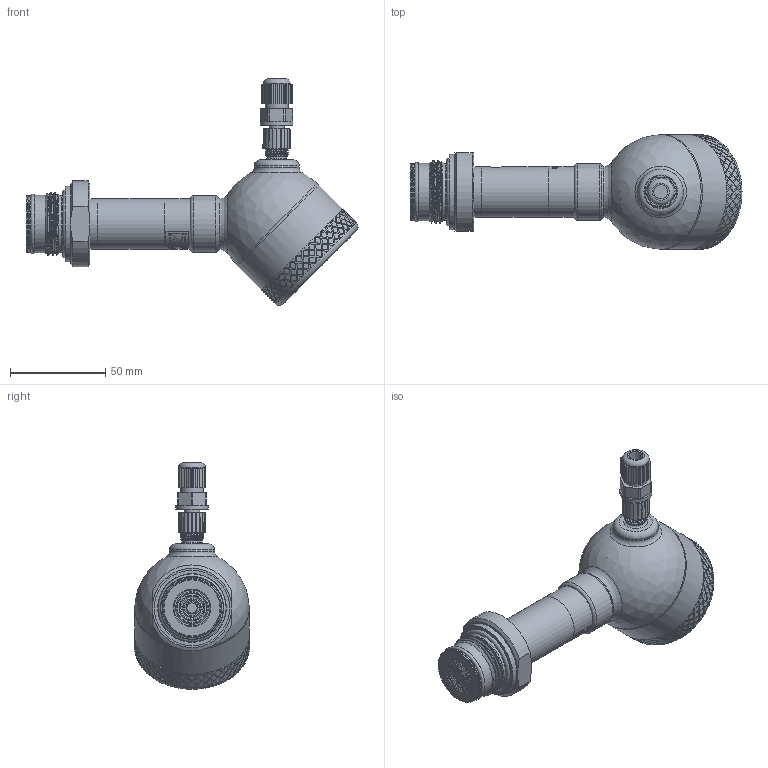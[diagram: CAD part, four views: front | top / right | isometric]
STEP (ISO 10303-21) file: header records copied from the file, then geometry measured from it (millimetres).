
FILE_DESCRIPTION(/* description */ (''),/* implementation_level */ '2;1');
FILE_NAME(/* name */ 'APZ3420mFH_G1DIN-solidflush_3_display.step',/* time_stamp */ '2021-07-07T16:22:30+03:00',/* author */ (''),/* organization */ (''),/* preprocessor_version */ 'ST-DEVELOPER v18.1',/* originating_system */ 'Autodesk Translation Framework v10.9.0.1377',/* authorisation */ '');
FILE_SCHEMA (('AUTOMOTIVE_DESIGN { 1 0 10303 214 3 1 1 }'));
Length unit declared in the file: millimetre
Products named in the file (9): АПЗ420М-полевойкорпус-
заполненный; Заполненный полевой 
корпус v13; Cover for display; Display; Main body; M12x1 adapter; M12x1 female straight v9; shell; G1 flush diaphragm (1)
Assembly tree (8 placements, depth 3):
  АПЗ420М-полевойкорпус-
заполненный
    Заполненный полевой 
корпус v13
      Cover for display
      Display
      Main body
      M12x1 adapter
      M12x1 female straight v9
    shell
    G1 flush diaphragm (1)
Bounding box: 173.88 x 60.1 x 118.64 mm (x, y, z)
Volume: 261383.3 mm3; surface area: 57779.8 mm2
Topology: 18 solids, 18 shells, 1782 faces, 4460 edges, 2931 vertices
Faces by surface type: bspline 988, plane 388, cylinder 332, cone 38, torus 35, sphere 1
Full cylindrical faces by diameter (mm): 1 x4, 2 x2, 4 x1, 5 x4, 7.3 x1, 8 x3, 9.3 x1, 10.293 x1, 10.5 x2, 10.741 x7, 11.884 x6, 12 x1, 14 x1, 17 x1, 19.7 x1, 21.6 x1, 21.767 x1, 22.4 x1, 23.6 x1, 24.5 x4, 26.5 x3, 27.1 x1, 29.4 x1, 29.5 x1, 29.6 x1, 30.05 x3, 30.291 x1, 35.6 x1, 39.6 x1, 41 x3
Entity records: 71991 total; most frequent: CARTESIAN_POINT 36782, ORIENTED_EDGE 8918, EDGE_CURVE 4459, DIRECTION 3981, VERTEX_POINT 2931, B_SPLINE_CURVE_WITH_KNOTS 2700, EDGE_LOOP 2038, FACE_OUTER_BOUND 1782
